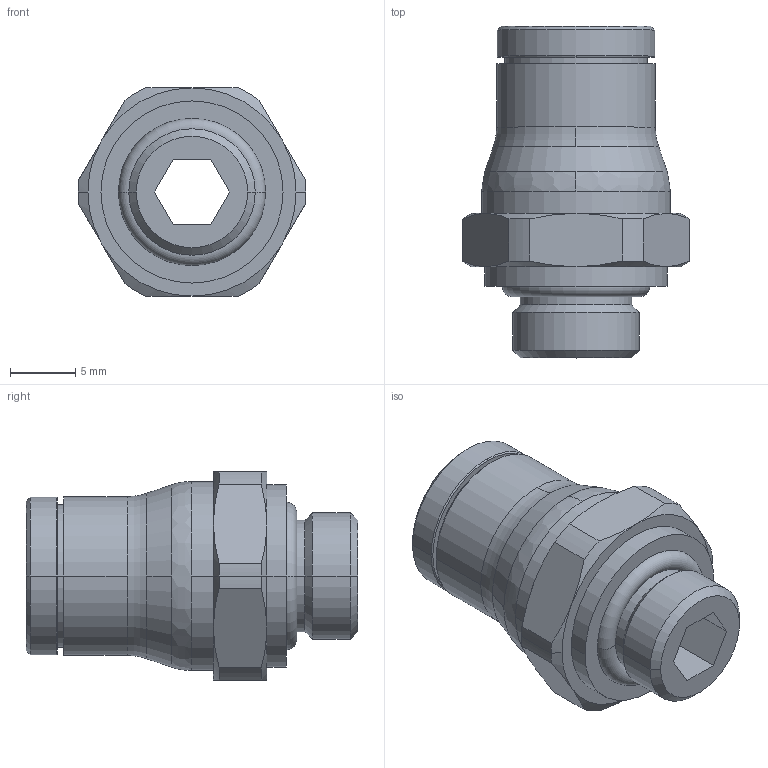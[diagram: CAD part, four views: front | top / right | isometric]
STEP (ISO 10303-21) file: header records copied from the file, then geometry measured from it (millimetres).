
FILE_DESCRIPTION(('STEP AP214'),'1');
FILE_NAME('3601_08_10.stp','2016-07-07T14:16:15',('TraceParts'),('TraceParts S.A.'),'Spatial InterOp 3D',' ',' ');
FILE_SCHEMA(('automotive_design'));
Length unit declared in the file: millimetre
Products named in the file (1): 1
Bounding box: 17.5 x 25.5 x 16 mm (x, y, z)
Volume: 2369.6 mm3; surface area: 1981.9 mm2
Topology: 1 solids, 1 shells, 76 faces, 180 edges, 112 vertices
Faces by surface type: cylinder 24, cone 24, plane 20, torus 8
Entity records: 2251 total; most frequent: CARTESIAN_POINT 465, DIRECTION 406, ORIENTED_EDGE 360, EDGE_CURVE 180, AXIS2_PLACEMENT_3D 173, VERTEX_POINT 112, CIRCLE 96, EDGE_LOOP 84
